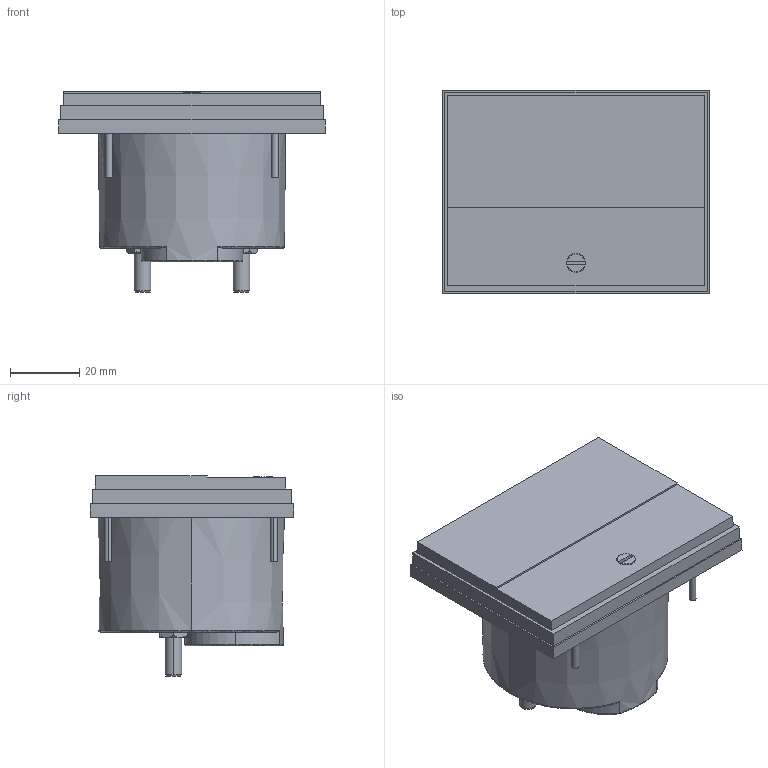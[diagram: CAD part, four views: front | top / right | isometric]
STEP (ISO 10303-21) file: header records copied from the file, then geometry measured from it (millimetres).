
FILE_DESCRIPTION (( 'STEP AP214' ), '1' );
FILE_NAME ('PK-260-244-PZPZ.STEP', '2025-02-12T14:16:09', ( '' ), ( '' ), 'SwSTEP 2.0', 'SolidWorks 2021', '' );
FILE_SCHEMA (( 'AUTOMOTIVE_DESIGN' ));
Length unit declared in the file: inch
Products named in the file (1): PK-260-244-PZPZ
Bounding box: 76.7 x 58.5 x 57.7 mm (x, y, z)
Volume: 125481.2 mm3; surface area: 23580.5 mm2
Topology: 1 solids, 2 shells, 192 faces, 445 edges, 277 vertices
Faces by surface type: plane 95, cone 49, cylinder 37, bspline 11
Entity records: 5963 total; most frequent: CARTESIAN_POINT 1641, ORIENTED_EDGE 882, DIRECTION 878, EDGE_CURVE 441, AXIS2_PLACEMENT_3D 330, VERTEX_POINT 277, EDGE_LOOP 220, VECTOR 218
